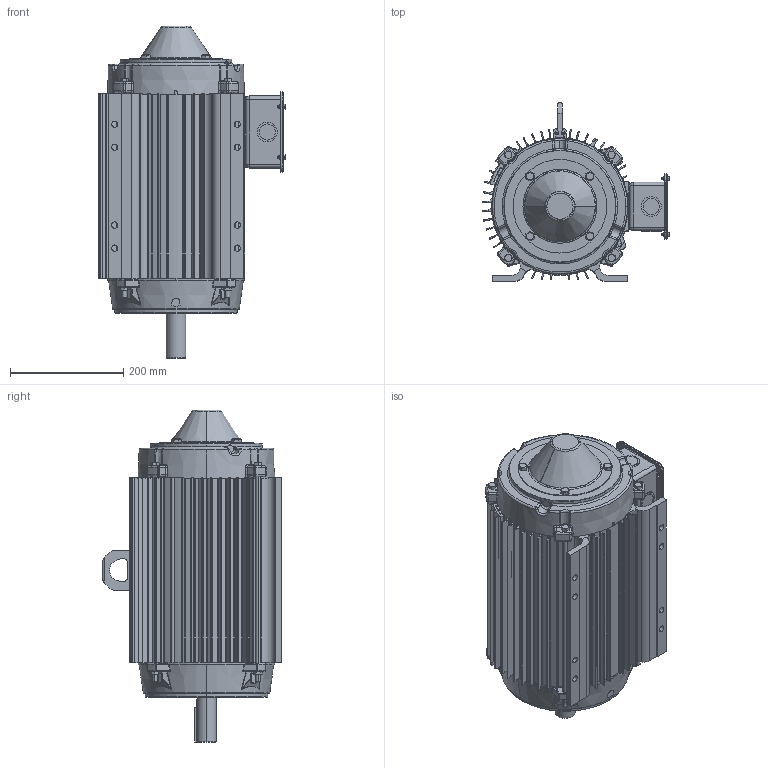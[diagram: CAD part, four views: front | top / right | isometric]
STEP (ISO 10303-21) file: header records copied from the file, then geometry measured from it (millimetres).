
FILE_DESCRIPTION (( 'STEP AP214' ), '1' );
FILE_NAME ('Y561.STEP', '2023-02-07T00:48:08', ( '' ), ( '' ), 'SwSTEP 2.0', 'SolidWorks 2021', '' );
FILE_SCHEMA (( 'AUTOMOTIVE_DESIGN' ));
Length unit declared in the file: inch
Products named in the file (1): Y561
Bounding box: 329.1 x 316.39 x 585.26 mm (x, y, z)
Volume: 4689271.8 mm3; surface area: 1779398 mm2
Topology: 31 solids, 31 shells, 3699 faces, 9622 edges, 5849 vertices
Faces by surface type: bspline 1177, cylinder 1033, plane 999, cone 490
Entity records: 159209 total; most frequent: CARTESIAN_POINT 77375, ORIENTED_EDGE 18830, DIRECTION 15101, EDGE_CURVE 9415, AXIS2_PLACEMENT_3D 5998, VERTEX_POINT 5849, EDGE_LOOP 3886, ADVANCED_FACE 3699
